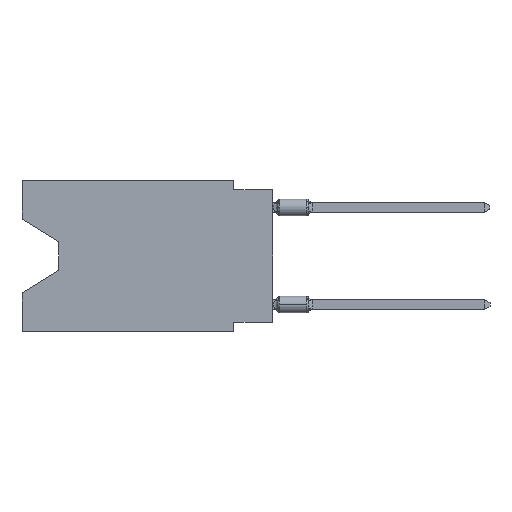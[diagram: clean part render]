
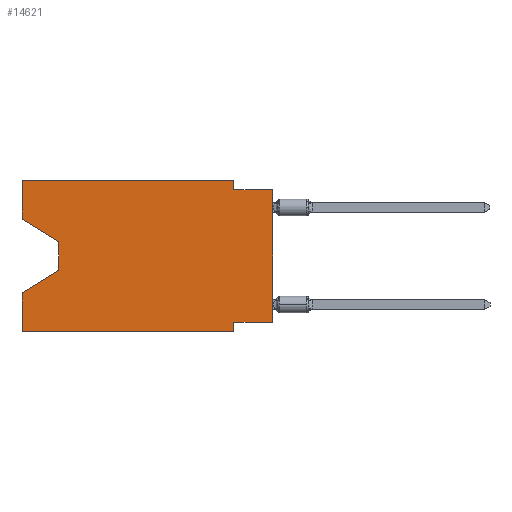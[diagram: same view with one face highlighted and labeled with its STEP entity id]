
A CAD part, left-side view. The second image highlights one B-rep face of the part: STEP entity #14621.
In plain terms, the highlighted planar face has unit normal (-1, 0, 0).
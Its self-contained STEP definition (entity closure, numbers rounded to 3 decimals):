
#109 = VECTOR ( 'NONE', #10655, 1000. ) ;
#113 = LINE ( 'NONE', #7745, #4210 ) ;
#351 = DIRECTION ( 'NONE',  ( 0., -1., 0. ) ) ;
#552 = CARTESIAN_POINT ( 'NONE',  ( 0., 13.97, -4.013 ) ) ;
#755 = LINE ( 'NONE', #10228, #5029 ) ;
#840 = EDGE_CURVE ( 'NONE', #17025, #7375, #113, .T. ) ;
#844 = VERTEX_POINT ( 'NONE', #5404 ) ;
#954 = AXIS2_PLACEMENT_3D ( 'NONE', #12592, #7265, #8325 ) ;
#1023 = DIRECTION ( 'NONE',  ( 0., 0.855, -0.519 ) ) ;
#1090 = DIRECTION ( 'NONE',  ( 0., 0., -1. ) ) ;
#1169 = VECTOR ( 'NONE', #351, 1000. ) ;
#1242 = EDGE_LOOP ( 'NONE', ( #7684, #2211, #16608, #8742, #8176, #11351, #16218, #15978, #10864, #6713, #2099, #10295 ) ) ;
#1348 = EDGE_CURVE ( 'NONE', #3787, #13639, #4092, .T. ) ;
#1485 = EDGE_CURVE ( 'NONE', #9318, #844, #15131, .T. ) ;
#1522 = VERTEX_POINT ( 'NONE', #12092 ) ;
#1598 = CARTESIAN_POINT ( 'NONE',  ( 0., 0., -0.635 ) ) ;
#1710 = CARTESIAN_POINT ( 'NONE',  ( 0., 16.383, -9.906 ) ) ;
#1916 = DIRECTION ( 'NONE',  ( 0., 0., -1. ) ) ;
#2099 = ORIENTED_EDGE ( 'NONE', *, *, #6069, .F. ) ;
#2211 = ORIENTED_EDGE ( 'NONE', *, *, #8114, .T. ) ;
#2510 = VERTEX_POINT ( 'NONE', #15420 ) ;
#3235 = VECTOR ( 'NONE', #1916, 1000. ) ;
#3425 = EDGE_CURVE ( 'NONE', #14629, #10119, #17012, .T. ) ;
#3467 = CARTESIAN_POINT ( 'NONE',  ( 0., 16.383, -7.36 ) ) ;
#3662 = VECTOR ( 'NONE', #7521, 1000. ) ;
#3787 = VERTEX_POINT ( 'NONE', #7237 ) ;
#4092 = LINE ( 'NONE', #13069, #12002 ) ;
#4208 = CARTESIAN_POINT ( 'NONE',  ( 0., 0., -9.271 ) ) ;
#4210 = VECTOR ( 'NONE', #15772, 1000. ) ;
#4406 = LINE ( 'NONE', #8397, #12854 ) ;
#4465 = CARTESIAN_POINT ( 'NONE',  ( 0., 2.54, 0. ) ) ;
#5029 = VECTOR ( 'NONE', #1090, 1000. ) ;
#5198 = CARTESIAN_POINT ( 'NONE',  ( 0., 0., 0. ) ) ;
#5404 = CARTESIAN_POINT ( 'NONE',  ( 0., 2.54, -9.906 ) ) ;
#5628 = FACE_OUTER_BOUND ( 'NONE', #1242, .T. ) ;
#5985 = VECTOR ( 'NONE', #15063, 1000. ) ;
#6069 = EDGE_CURVE ( 'NONE', #2510, #16983, #7201, .T. ) ;
#6713 = ORIENTED_EDGE ( 'NONE', *, *, #16333, .F. ) ;
#6972 = EDGE_CURVE ( 'NONE', #7375, #844, #755, .T. ) ;
#7104 = VECTOR ( 'NONE', #1023, 1000. ) ;
#7116 = CARTESIAN_POINT ( 'NONE',  ( 0., 16.383, -9.906 ) ) ;
#7182 = PLANE ( 'NONE',  #954 ) ;
#7201 = LINE ( 'NONE', #15320, #5985 ) ;
#7237 = CARTESIAN_POINT ( 'NONE',  ( 0., 2.54, -0.635 ) ) ;
#7250 = VERTEX_POINT ( 'NONE', #552 ) ;
#7265 = DIRECTION ( 'NONE',  ( 1., 0., 0. ) ) ;
#7375 = VERTEX_POINT ( 'NONE', #12902 ) ;
#7521 = DIRECTION ( 'NONE',  ( 0., 0., 1. ) ) ;
#7684 = ORIENTED_EDGE ( 'NONE', *, *, #9316, .T. ) ;
#7745 = CARTESIAN_POINT ( 'NONE',  ( 0., 0., -9.271 ) ) ;
#7807 = EDGE_CURVE ( 'NONE', #17025, #13639, #15475, .T. ) ;
#7833 = LINE ( 'NONE', #13087, #8395 ) ;
#8114 = EDGE_CURVE ( 'NONE', #7250, #14629, #4406, .T. ) ;
#8152 = EDGE_CURVE ( 'NONE', #1522, #2510, #7833, .T. ) ;
#8176 = ORIENTED_EDGE ( 'NONE', *, *, #1485, .T. ) ;
#8315 = CARTESIAN_POINT ( 'NONE',  ( 0., 16.383, -2.546 ) ) ;
#8325 = DIRECTION ( 'NONE',  ( 0., 0., -1. ) ) ;
#8395 = VECTOR ( 'NONE', #8976, 1000. ) ;
#8397 = CARTESIAN_POINT ( 'NONE',  ( 0., 13.97, -4.013 ) ) ;
#8479 = DIRECTION ( 'NONE',  ( 0., 0., -1. ) ) ;
#8742 = ORIENTED_EDGE ( 'NONE', *, *, #13659, .F. ) ;
#8976 = DIRECTION ( 'NONE',  ( 0., 0., 1. ) ) ;
#9316 = EDGE_CURVE ( 'NONE', #1522, #7250, #13567, .T. ) ;
#9318 = VERTEX_POINT ( 'NONE', #1710 ) ;
#9644 = CARTESIAN_POINT ( 'NONE',  ( 0., 13.97, -5.893 ) ) ;
#10119 = VERTEX_POINT ( 'NONE', #3467 ) ;
#10228 = CARTESIAN_POINT ( 'NONE',  ( 0., 2.54, -9.906 ) ) ;
#10295 = ORIENTED_EDGE ( 'NONE', *, *, #8152, .F. ) ;
#10655 = DIRECTION ( 'NONE',  ( 0., 0., 1. ) ) ;
#10864 = ORIENTED_EDGE ( 'NONE', *, *, #1348, .F. ) ;
#11351 = ORIENTED_EDGE ( 'NONE', *, *, #6972, .F. ) ;
#12002 = VECTOR ( 'NONE', #13152, 1000. ) ;
#12092 = CARTESIAN_POINT ( 'NONE',  ( 0., 16.383, -2.546 ) ) ;
#12592 = CARTESIAN_POINT ( 'NONE',  ( 0., 16.383, 0. ) ) ;
#12854 = VECTOR ( 'NONE', #8479, 1000. ) ;
#12902 = CARTESIAN_POINT ( 'NONE',  ( 0., 2.54, -9.271 ) ) ;
#13069 = CARTESIAN_POINT ( 'NONE',  ( 0., 0., -0.635 ) ) ;
#13087 = CARTESIAN_POINT ( 'NONE',  ( 0., 16.383, 0. ) ) ;
#13152 = DIRECTION ( 'NONE',  ( 0., -1., 0. ) ) ;
#13285 = LINE ( 'NONE', #16043, #109 ) ;
#13567 = LINE ( 'NONE', #8315, #13642 ) ;
#13639 = VERTEX_POINT ( 'NONE', #1598 ) ;
#13642 = VECTOR ( 'NONE', #13643, 1000. ) ;
#13643 = DIRECTION ( 'NONE',  ( 0., -0.855, -0.519 ) ) ;
#13659 = EDGE_CURVE ( 'NONE', #9318, #10119, #13285, .T. ) ;
#13850 = LINE ( 'NONE', #15064, #3235 ) ;
#14508 = CARTESIAN_POINT ( 'NONE',  ( 0., 13.97, -5.893 ) ) ;
#14621 = ADVANCED_FACE ( 'NONE', ( #5628 ), #7182, .F. ) ;
#14629 = VERTEX_POINT ( 'NONE', #9644 ) ;
#15063 = DIRECTION ( 'NONE',  ( 0., -1., 0. ) ) ;
#15064 = CARTESIAN_POINT ( 'NONE',  ( 0., 2.54, 0. ) ) ;
#15131 = LINE ( 'NONE', #7116, #1169 ) ;
#15320 = CARTESIAN_POINT ( 'NONE',  ( 0., 16.383, 0. ) ) ;
#15420 = CARTESIAN_POINT ( 'NONE',  ( 0., 16.383, 0. ) ) ;
#15475 = LINE ( 'NONE', #5198, #3662 ) ;
#15772 = DIRECTION ( 'NONE',  ( 0., 1., 0. ) ) ;
#15978 = ORIENTED_EDGE ( 'NONE', *, *, #7807, .T. ) ;
#16043 = CARTESIAN_POINT ( 'NONE',  ( 0., 16.383, 0. ) ) ;
#16218 = ORIENTED_EDGE ( 'NONE', *, *, #840, .F. ) ;
#16333 = EDGE_CURVE ( 'NONE', #16983, #3787, #13850, .T. ) ;
#16608 = ORIENTED_EDGE ( 'NONE', *, *, #3425, .T. ) ;
#16983 = VERTEX_POINT ( 'NONE', #4465 ) ;
#17012 = LINE ( 'NONE', #14508, #7104 ) ;
#17025 = VERTEX_POINT ( 'NONE', #4208 ) ;
